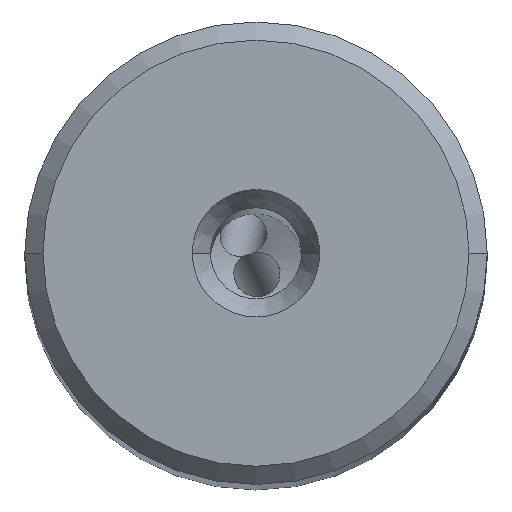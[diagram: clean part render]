
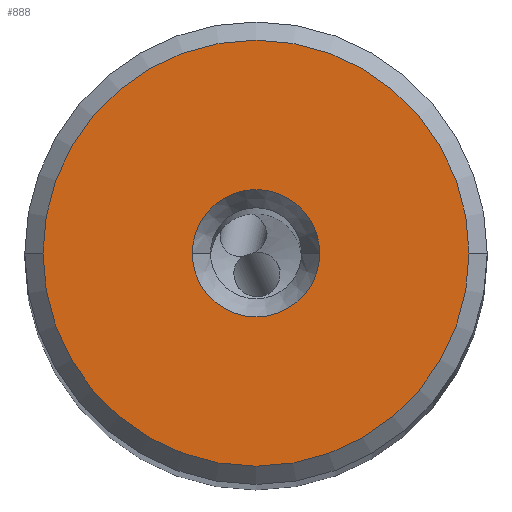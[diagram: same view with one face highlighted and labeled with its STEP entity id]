
A CAD part, top view. The second image highlights one B-rep face of the part: STEP entity #888.
In plain terms, the highlighted planar face has unit normal (0, 0, 1).
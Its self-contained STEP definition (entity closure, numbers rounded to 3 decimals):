
#888=ADVANCED_FACE('',(#1131,#1132),#1074,.T.);
#1074=PLANE('',#3700);
#1131=FACE_BOUND('',#1151,.T.);
#1132=FACE_BOUND('',#1152,.T.);
#1151=EDGE_LOOP('',(#1347,#1348,#1349,#1350));
#1152=EDGE_LOOP('',(#1351,#1352));
#1347=ORIENTED_EDGE('',*,*,#2813,.F.);
#1348=ORIENTED_EDGE('',*,*,#2814,.F.);
#1349=ORIENTED_EDGE('',*,*,#2815,.F.);
#1350=ORIENTED_EDGE('',*,*,#2816,.F.);
#1351=ORIENTED_EDGE('',*,*,#2817,.F.);
#1352=ORIENTED_EDGE('',*,*,#2818,.F.);
#2443=VERTEX_POINT('',#5087);
#2444=VERTEX_POINT('',#5088);
#2445=VERTEX_POINT('',#5090);
#2446=VERTEX_POINT('',#5092);
#2447=VERTEX_POINT('',#5095);
#2448=VERTEX_POINT('',#5096);
#2813=EDGE_CURVE('',#2443,#2444,#3361,.T.);
#2814=EDGE_CURVE('',#2445,#2443,#3362,.T.);
#2815=EDGE_CURVE('',#2446,#2445,#3363,.T.);
#2816=EDGE_CURVE('',#2444,#2446,#3364,.T.);
#2817=EDGE_CURVE('',#2447,#2448,#3365,.T.);
#2818=EDGE_CURVE('',#2448,#2447,#3366,.T.);
#3361=CIRCLE('',#3694,11.7);
#3362=CIRCLE('',#3695,11.7);
#3363=CIRCLE('',#3696,11.7);
#3364=CIRCLE('',#3697,11.7);
#3365=CIRCLE('',#3698,3.5);
#3366=CIRCLE('',#3699,3.5);
#3694=AXIS2_PLACEMENT_3D('',#5086,#4115,#4116);
#3695=AXIS2_PLACEMENT_3D('',#5089,#4117,#4118);
#3696=AXIS2_PLACEMENT_3D('',#5091,#4119,#4120);
#3697=AXIS2_PLACEMENT_3D('',#5093,#4121,#4122);
#3698=AXIS2_PLACEMENT_3D('',#5094,#4123,#4124);
#3699=AXIS2_PLACEMENT_3D('',#5097,#4125,#4126);
#3700=AXIS2_PLACEMENT_3D('',#5098,#4127,#4128);
#4115=DIRECTION('',(0.,0.,-1.));
#4116=DIRECTION('',(0.,1.,0.));
#4117=DIRECTION('',(0.,0.,-1.));
#4118=DIRECTION('',(-1.,0.,0.));
#4119=DIRECTION('',(0.,0.,-1.));
#4120=DIRECTION('',(0.,-1.,0.));
#4121=DIRECTION('',(0.,0.,-1.));
#4122=DIRECTION('',(1.,0.,0.));
#4123=DIRECTION('',(0.,0.,1.));
#4124=DIRECTION('',(1.,0.,0.));
#4125=DIRECTION('',(0.,0.,1.));
#4126=DIRECTION('',(-1.,0.,0.));
#4127=DIRECTION('',(0.,0.,1.));
#4128=DIRECTION('',(1.,0.,0.));
#5086=CARTESIAN_POINT('',(0.,0.,0.));
#5087=CARTESIAN_POINT('',(0.,11.7,0.));
#5088=CARTESIAN_POINT('',(11.7,0.,0.));
#5089=CARTESIAN_POINT('',(0.,0.,0.));
#5090=CARTESIAN_POINT('',(-11.7,0.,0.));
#5091=CARTESIAN_POINT('',(0.,0.,0.));
#5092=CARTESIAN_POINT('',(0.,-11.7,0.));
#5093=CARTESIAN_POINT('',(0.,0.,0.));
#5094=CARTESIAN_POINT('',(0.,0.,0.));
#5095=CARTESIAN_POINT('',(3.5,0.,0.));
#5096=CARTESIAN_POINT('',(-3.5,0.,0.));
#5097=CARTESIAN_POINT('',(0.,0.,0.));
#5098=CARTESIAN_POINT('',(0.,0.,0.));
